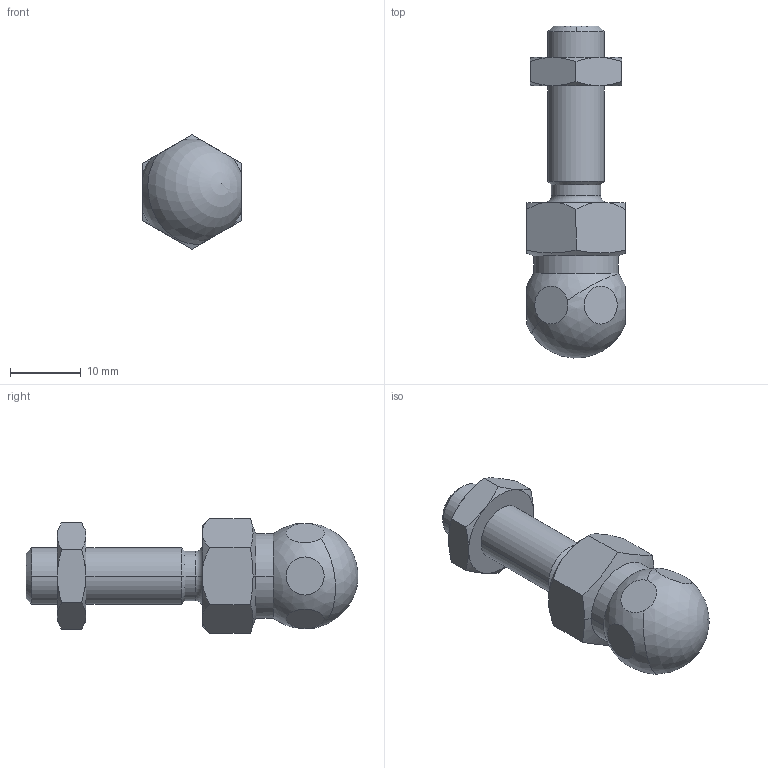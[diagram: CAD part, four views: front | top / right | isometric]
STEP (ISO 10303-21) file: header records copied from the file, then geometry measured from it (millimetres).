
FILE_DESCRIPTION (( 'STEP AP203' ), '1' );
FILE_NAME ('203600300_c_1.STEP', '2022-06-19T15:58:47', ( '' ), ( '' ), 'SwSTEP 2.0', 'SolidWorks 2014', '' );
FILE_SCHEMA (( 'CONFIG_CONTROL_DESIGN' ));
Length unit declared in the file: millimetre
Products named in the file (1): 203600300_c_1
Bounding box: 14 x 46.98 x 16.17 mm (x, y, z)
Volume: 4736.4 mm3; surface area: 2290.3 mm2
Topology: 2 solids, 2 shells, 65 faces, 157 edges, 100 vertices
Faces by surface type: cone 29, plane 22, cylinder 10, sphere 2, torus 2
Entity records: 2122 total; most frequent: CARTESIAN_POINT 581, DIRECTION 305, ORIENTED_EDGE 304, EDGE_CURVE 152, AXIS2_PLACEMENT_3D 133, VERTEX_POINT 97, EDGE_LOOP 73, CIRCLE 67
